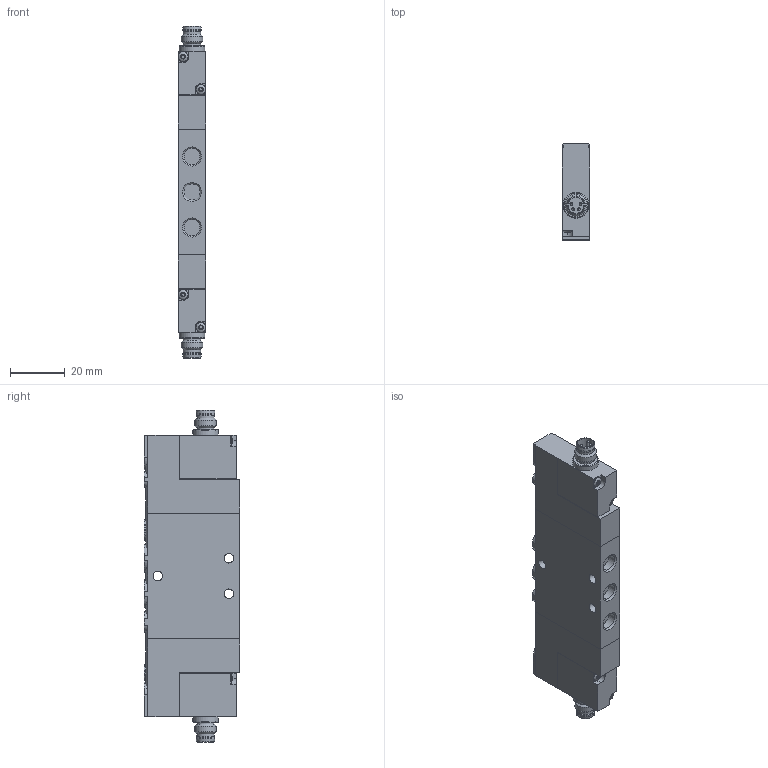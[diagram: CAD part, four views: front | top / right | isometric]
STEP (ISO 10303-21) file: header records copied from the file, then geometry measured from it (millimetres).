
FILE_DESCRIPTION(/* description */ ('STEP AP214'),/* implementation_level */ '2;1');
FILE_NAME(/* name */ '550230_CPE10-M1CH-5_3ES-M7',/* time_stamp */ '2024-08-06T16:12:32+02:00',/* author */ ('License CC BY-ND 4.0'),/* organization */ ('CADENAS'),/* preprocessor_version */ 'ST-DEVELOPER v19.3',/* originating_system */ 'PARTsolutions',/* authorisation */ ' ');
FILE_SCHEMA (('AUTOMOTIVE_DESIGN {1 0 10303 214 3 1 1}'));
Length unit declared in the file: millimetre
Products named in the file (3): 550230 CPE10-M1CH-5/3ES-M7; CPE10-...-5; CPE10-KMYZ9_M1CH
Assembly tree (3 placements, depth 2):
  550230 CPE10-M1CH-5/3ES-M7
    CPE10-...-5
    CPE10-KMYZ9_M1CH  x2
Bounding box: 10.1 x 35 x 121.4 mm (x, y, z)
Volume: 34624.6 mm3; surface area: 13446.6 mm2
Topology: 3 solids, 3 shells, 244 faces, 597 edges, 378 vertices
Faces by surface type: cylinder 107, plane 78, cone 43, torus 8, sphere 8
Full cylindrical faces by diameter (mm): 1 x8, 2 x2, 2.459 x4, 3.5 x3, 3.6 x4, 4.55 x2, 5.8 x2, 5.917 x5, 6.5 x4, 6.9 x2, 8 x2, 9.4 x2
Entity records: 3977 total; most frequent: CARTESIAN_POINT 817, DIRECTION 651, ORIENTED_EDGE 568, EDGE_CURVE 284, AXIS2_PLACEMENT_3D 264, EDGE_LOOP 208, FACE_BOUND 208, VERTEX_POINT 204
